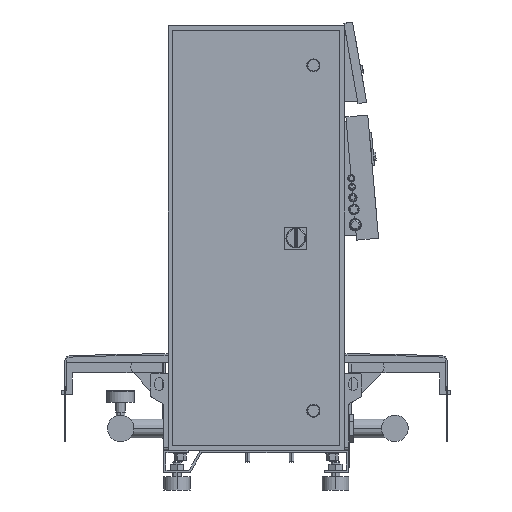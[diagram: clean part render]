
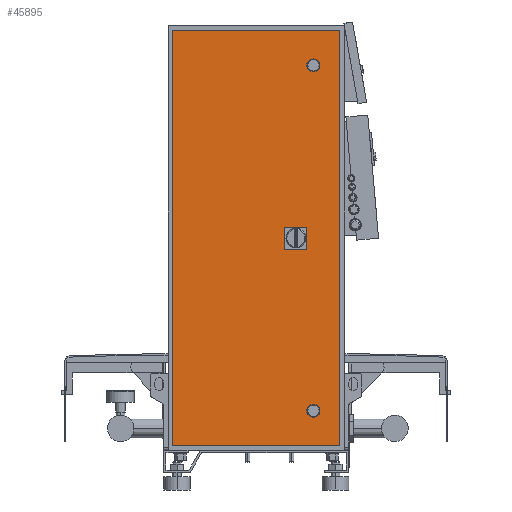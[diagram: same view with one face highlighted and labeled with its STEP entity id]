
A CAD part, left-side view. The second image highlights one B-rep face of the part: STEP entity #45895.
In plain terms, the highlighted free-form (B-spline) face has degree [1, 1] with [2, 2] control points.
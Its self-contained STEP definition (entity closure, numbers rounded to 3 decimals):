
#45415=CARTESIAN_POINT('',(-200.0,-130.0,165.0));
#45416=VERTEX_POINT('',#45415);
#45432=CARTESIAN_POINT('',(-200.0,-130.0,195.0));
#45433=VERTEX_POINT('',#45432);
#45440=CARTESIAN_POINT('',(-200.0,-130.0,180.0));
#45441=DIRECTION('',(1.0,0.0,0.0));
#45442=DIRECTION('',(0.0,0.0,-1.0));
#45443=AXIS2_PLACEMENT_3D('',#45440,#45441,#45442);
#45444=CIRCLE('',#45443,15.0);
#45445=EDGE_CURVE('',#45416,#45433,#45444,.T.);
#45497=CARTESIAN_POINT('',(-200.0,-130.0,950.0));
#45498=VERTEX_POINT('',#45497);
#45514=CARTESIAN_POINT('',(-200.0,-130.0,980.0));
#45515=VERTEX_POINT('',#45514);
#45522=CARTESIAN_POINT('',(-200.0,-130.0,965.0));
#45523=DIRECTION('',(1.0,0.0,0.0));
#45524=DIRECTION('',(0.0,0.0,-1.0));
#45525=AXIS2_PLACEMENT_3D('',#45522,#45523,#45524);
#45526=CIRCLE('',#45525,15.0);
#45527=EDGE_CURVE('',#45498,#45515,#45526,.T.);
#45636=CARTESIAN_POINT('',(-200.0,-130.0,965.0));
#45637=DIRECTION('',(1.0,0.0,0.0));
#45638=DIRECTION('',(0.0,0.0,-1.0));
#45639=AXIS2_PLACEMENT_3D('',#45636,#45637,#45638);
#45640=CIRCLE('',#45639,15.0);
#45641=EDGE_CURVE('',#45515,#45498,#45640,.T.);
#45692=CARTESIAN_POINT('',(-200.0,-130.0,180.0));
#45693=DIRECTION('',(1.0,0.0,0.0));
#45694=DIRECTION('',(0.0,0.0,-1.0));
#45695=AXIS2_PLACEMENT_3D('',#45692,#45693,#45694);
#45696=CIRCLE('',#45695,15.0);
#45697=EDGE_CURVE('',#45433,#45416,#45696,.T.);
#45785=CARTESIAN_POINT('',(-200.,190.,1045.0));
#45786=VERTEX_POINT('',#45785);
#45787=CARTESIAN_POINT('',(-200.,190.0,100.0));
#45788=VERTEX_POINT('',#45787);
#45789=CARTESIAN_POINT('',(-200.,190.,1045.0));
#45790=DIRECTION('',(0.0,0.0,-1.0));
#45791=VECTOR('',#45790,945.0);
#45792=LINE('',#45789,#45791);
#45793=EDGE_CURVE('',#45786,#45788,#45792,.T.);
#45816=CARTESIAN_POINT('',(-200.0,-190.0,100.0));
#45817=VERTEX_POINT('',#45816);
#45818=CARTESIAN_POINT('',(-200.,190.0,100.0));
#45819=DIRECTION('',(0.0,-1.0,0.0));
#45820=VECTOR('',#45819,380.0);
#45821=LINE('',#45818,#45820);
#45822=EDGE_CURVE('',#45788,#45817,#45821,.T.);
#45840=CARTESIAN_POINT('',(-200.0,-190.0,1045.0));
#45841=VERTEX_POINT('',#45840);
#45842=CARTESIAN_POINT('',(-200.0,-190.0,100.0));
#45843=DIRECTION('',(0.0,0.0,1.0));
#45844=VECTOR('',#45843,945.0);
#45845=LINE('',#45842,#45844);
#45846=EDGE_CURVE('',#45817,#45841,#45845,.T.);
#45864=CARTESIAN_POINT('',(-200.0,-190.0,1045.0));
#45865=DIRECTION('',(0.0,1.0,0.0));
#45866=VECTOR('',#45865,380.);
#45867=LINE('',#45864,#45866);
#45868=EDGE_CURVE('',#45841,#45786,#45867,.T.);
#45876=CARTESIAN_POINT('',(-200.0,190.0,1045.0));
#45877=CARTESIAN_POINT('',(-200.0,190.0,100.0));
#45878=CARTESIAN_POINT('',(-200.,-190.0,1045.0));
#45879=CARTESIAN_POINT('',(-200.0,-190.0,100.0));
#45880=B_SPLINE_SURFACE_WITH_KNOTS('',1,1,((#45876,#45878),(#45877,#45879)),.UNSPECIFIED.,.F.,.F.,.U.,(2,2),(2,2),(0.0,945.0),(0.0,380.0),.UNSPECIFIED.);
#45881=ORIENTED_EDGE('',*,*,#45793,.T.);
#45882=ORIENTED_EDGE('',*,*,#45822,.T.);
#45883=ORIENTED_EDGE('',*,*,#45846,.T.);
#45884=ORIENTED_EDGE('',*,*,#45868,.T.);
#45885=EDGE_LOOP('',(#45881,#45882,#45883,#45884));
#45886=FACE_OUTER_BOUND('',#45885,.T.);
#45887=ORIENTED_EDGE('',*,*,#45697,.T.);
#45888=ORIENTED_EDGE('',*,*,#45445,.T.);
#45889=EDGE_LOOP('',(#45887,#45888));
#45890=FACE_BOUND('',#45889,.T.);
#45891=ORIENTED_EDGE('',*,*,#45641,.T.);
#45892=ORIENTED_EDGE('',*,*,#45527,.T.);
#45893=EDGE_LOOP('',(#45891,#45892));
#45894=FACE_BOUND('',#45893,.T.);
#45895=ADVANCED_FACE('',(#45886,#45890,#45894),#45880,.T.);
